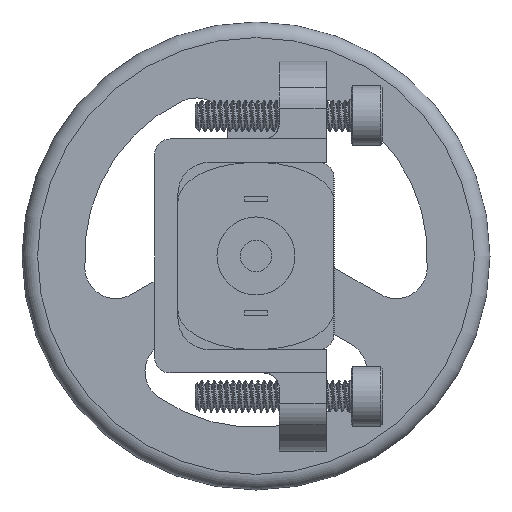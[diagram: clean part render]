
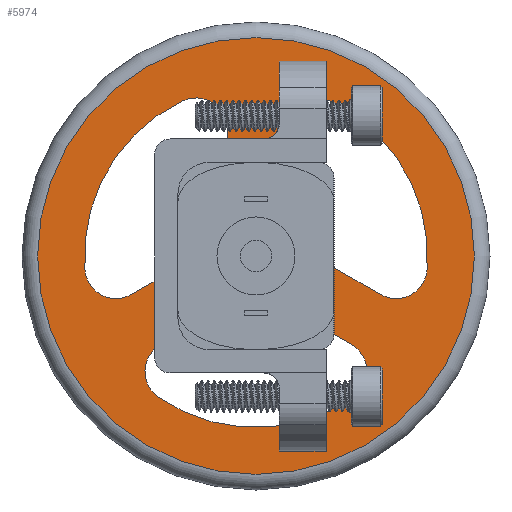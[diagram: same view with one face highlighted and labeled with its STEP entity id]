
A CAD part, left-side view. The second image highlights one B-rep face of the part: STEP entity #5974.
In plain terms, the highlighted face is planar.
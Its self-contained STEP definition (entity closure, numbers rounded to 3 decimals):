
#316=FACE_BOUND('',#1038,.T.);
#317=FACE_BOUND('',#1039,.T.);
#318=FACE_BOUND('',#1040,.T.);
#319=FACE_BOUND('',#1041,.T.);
#435=PLANE('',#6550);
#656=FACE_OUTER_BOUND('',#1037,.T.);
#1037=EDGE_LOOP('',(#4455));
#1038=EDGE_LOOP('',(#4456,#4457));
#1039=EDGE_LOOP('',(#4458,#4459,#4460,#4461,#4462,#4463,#4464,#4465));
#1040=EDGE_LOOP('',(#4466,#4467,#4468,#4469,#4470,#4471,#4472,#4473));
#1041=EDGE_LOOP('',(#4474,#4475,#4476,#4477,#4478,#4479,#4480,#4481));
#1436=LINE('',#9222,#1901);
#1437=LINE('',#9229,#1902);
#1438=LINE('',#9237,#1903);
#1439=LINE('',#9245,#1904);
#1440=LINE('',#9253,#1905);
#1441=LINE('',#9261,#1906);
#1442=LINE('',#9269,#1907);
#1901=VECTOR('',#7621,10.);
#1902=VECTOR('',#7626,10.);
#1903=VECTOR('',#7633,10.);
#1904=VECTOR('',#7640,10.);
#1905=VECTOR('',#7647,10.);
#1906=VECTOR('',#7654,10.);
#1907=VECTOR('',#7661,10.);
#2302=CIRCLE('',#6548,14.);
#2304=CIRCLE('',#6551,1.65);
#2305=CIRCLE('',#6552,4.5);
#2306=CIRCLE('',#6553,1.5);
#2307=CIRCLE('',#6554,2.);
#2308=CIRCLE('',#6555,11.);
#2309=CIRCLE('',#6556,2.);
#2310=CIRCLE('',#6557,1.5);
#2311=CIRCLE('',#6558,4.5);
#2312=CIRCLE('',#6559,1.5);
#2313=CIRCLE('',#6560,2.);
#2314=CIRCLE('',#6561,11.);
#2315=CIRCLE('',#6562,2.);
#2316=CIRCLE('',#6563,1.5);
#2317=CIRCLE('',#6564,4.5);
#2318=CIRCLE('',#6565,1.5);
#2319=CIRCLE('',#6566,2.);
#2320=CIRCLE('',#6567,11.);
#2321=CIRCLE('',#6568,2.);
#2322=CIRCLE('',#6569,1.5);
#2615=VERTEX_POINT('',#9215);
#2616=VERTEX_POINT('',#9219);
#2617=VERTEX_POINT('',#9220);
#2618=VERTEX_POINT('',#9223);
#2619=VERTEX_POINT('',#9224);
#2620=VERTEX_POINT('',#9226);
#2621=VERTEX_POINT('',#9228);
#2622=VERTEX_POINT('',#9230);
#2623=VERTEX_POINT('',#9232);
#2624=VERTEX_POINT('',#9234);
#2625=VERTEX_POINT('',#9236);
#2626=VERTEX_POINT('',#9239);
#2627=VERTEX_POINT('',#9240);
#2628=VERTEX_POINT('',#9242);
#2629=VERTEX_POINT('',#9244);
#2630=VERTEX_POINT('',#9246);
#2631=VERTEX_POINT('',#9248);
#2632=VERTEX_POINT('',#9250);
#2633=VERTEX_POINT('',#9252);
#2634=VERTEX_POINT('',#9255);
#2635=VERTEX_POINT('',#9256);
#2636=VERTEX_POINT('',#9258);
#2637=VERTEX_POINT('',#9260);
#2638=VERTEX_POINT('',#9262);
#2639=VERTEX_POINT('',#9264);
#2640=VERTEX_POINT('',#9266);
#2641=VERTEX_POINT('',#9268);
#3284=EDGE_CURVE('',#2615,#2615,#2302,.T.);
#3286=EDGE_CURVE('',#2616,#2617,#2304,.T.);
#3287=EDGE_CURVE('',#2617,#2616,#1436,.T.);
#3288=EDGE_CURVE('',#2618,#2619,#2305,.T.);
#3289=EDGE_CURVE('',#2620,#2619,#2306,.T.);
#3290=EDGE_CURVE('',#2620,#2621,#1437,.T.);
#3291=EDGE_CURVE('',#2622,#2621,#2307,.T.);
#3292=EDGE_CURVE('',#2622,#2623,#2308,.T.);
#3293=EDGE_CURVE('',#2624,#2623,#2309,.T.);
#3294=EDGE_CURVE('',#2624,#2625,#1438,.T.);
#3295=EDGE_CURVE('',#2618,#2625,#2310,.T.);
#3296=EDGE_CURVE('',#2626,#2627,#2311,.T.);
#3297=EDGE_CURVE('',#2628,#2627,#2312,.T.);
#3298=EDGE_CURVE('',#2628,#2629,#1439,.T.);
#3299=EDGE_CURVE('',#2630,#2629,#2313,.T.);
#3300=EDGE_CURVE('',#2630,#2631,#2314,.T.);
#3301=EDGE_CURVE('',#2632,#2631,#2315,.T.);
#3302=EDGE_CURVE('',#2632,#2633,#1440,.T.);
#3303=EDGE_CURVE('',#2626,#2633,#2316,.T.);
#3304=EDGE_CURVE('',#2634,#2635,#2317,.T.);
#3305=EDGE_CURVE('',#2636,#2635,#2318,.T.);
#3306=EDGE_CURVE('',#2636,#2637,#1441,.T.);
#3307=EDGE_CURVE('',#2638,#2637,#2319,.T.);
#3308=EDGE_CURVE('',#2638,#2639,#2320,.T.);
#3309=EDGE_CURVE('',#2640,#2639,#2321,.T.);
#3310=EDGE_CURVE('',#2640,#2641,#1442,.T.);
#3311=EDGE_CURVE('',#2634,#2641,#2322,.T.);
#4455=ORIENTED_EDGE('',*,*,#3284,.F.);
#4456=ORIENTED_EDGE('',*,*,#3286,.T.);
#4457=ORIENTED_EDGE('',*,*,#3287,.T.);
#4458=ORIENTED_EDGE('',*,*,#3288,.T.);
#4459=ORIENTED_EDGE('',*,*,#3289,.F.);
#4460=ORIENTED_EDGE('',*,*,#3290,.T.);
#4461=ORIENTED_EDGE('',*,*,#3291,.F.);
#4462=ORIENTED_EDGE('',*,*,#3292,.T.);
#4463=ORIENTED_EDGE('',*,*,#3293,.F.);
#4464=ORIENTED_EDGE('',*,*,#3294,.T.);
#4465=ORIENTED_EDGE('',*,*,#3295,.F.);
#4466=ORIENTED_EDGE('',*,*,#3296,.T.);
#4467=ORIENTED_EDGE('',*,*,#3297,.F.);
#4468=ORIENTED_EDGE('',*,*,#3298,.T.);
#4469=ORIENTED_EDGE('',*,*,#3299,.F.);
#4470=ORIENTED_EDGE('',*,*,#3300,.T.);
#4471=ORIENTED_EDGE('',*,*,#3301,.F.);
#4472=ORIENTED_EDGE('',*,*,#3302,.T.);
#4473=ORIENTED_EDGE('',*,*,#3303,.F.);
#4474=ORIENTED_EDGE('',*,*,#3304,.T.);
#4475=ORIENTED_EDGE('',*,*,#3305,.F.);
#4476=ORIENTED_EDGE('',*,*,#3306,.T.);
#4477=ORIENTED_EDGE('',*,*,#3307,.F.);
#4478=ORIENTED_EDGE('',*,*,#3308,.T.);
#4479=ORIENTED_EDGE('',*,*,#3309,.F.);
#4480=ORIENTED_EDGE('',*,*,#3310,.T.);
#4481=ORIENTED_EDGE('',*,*,#3311,.F.);
#5974=ADVANCED_FACE('',(#656,#316,#317,#318,#319),#435,.T.);
#6548=AXIS2_PLACEMENT_3D('',#9216,#7613,#7614);
#6550=AXIS2_PLACEMENT_3D('',#9218,#7617,#7618);
#6551=AXIS2_PLACEMENT_3D('',#9221,#7619,#7620);
#6552=AXIS2_PLACEMENT_3D('',#9225,#7622,#7623);
#6553=AXIS2_PLACEMENT_3D('',#9227,#7624,#7625);
#6554=AXIS2_PLACEMENT_3D('',#9231,#7627,#7628);
#6555=AXIS2_PLACEMENT_3D('',#9233,#7629,#7630);
#6556=AXIS2_PLACEMENT_3D('',#9235,#7631,#7632);
#6557=AXIS2_PLACEMENT_3D('',#9238,#7634,#7635);
#6558=AXIS2_PLACEMENT_3D('',#9241,#7636,#7637);
#6559=AXIS2_PLACEMENT_3D('',#9243,#7638,#7639);
#6560=AXIS2_PLACEMENT_3D('',#9247,#7641,#7642);
#6561=AXIS2_PLACEMENT_3D('',#9249,#7643,#7644);
#6562=AXIS2_PLACEMENT_3D('',#9251,#7645,#7646);
#6563=AXIS2_PLACEMENT_3D('',#9254,#7648,#7649);
#6564=AXIS2_PLACEMENT_3D('',#9257,#7650,#7651);
#6565=AXIS2_PLACEMENT_3D('',#9259,#7652,#7653);
#6566=AXIS2_PLACEMENT_3D('',#9263,#7655,#7656);
#6567=AXIS2_PLACEMENT_3D('',#9265,#7657,#7658);
#6568=AXIS2_PLACEMENT_3D('',#9267,#7659,#7660);
#6569=AXIS2_PLACEMENT_3D('',#9270,#7662,#7663);
#7613=DIRECTION('center_axis',(0.,0.,-1.));
#7614=DIRECTION('ref_axis',(1.,0.,0.));
#7617=DIRECTION('center_axis',(0.,0.,1.));
#7618=DIRECTION('ref_axis',(1.,0.,0.));
#7619=DIRECTION('center_axis',(0.,0.,-1.));
#7620=DIRECTION('ref_axis',(-0.64,0.769,0.));
#7621=DIRECTION('',(1.,0.,0.));
#7622=DIRECTION('center_axis',(0.,0.,1.));
#7623=DIRECTION('ref_axis',(-0.412,0.911,0.));
#7624=DIRECTION('center_axis',(0.,0.,1.));
#7625=DIRECTION('ref_axis',(0.848,-0.53,0.));
#7626=DIRECTION('',(-0.866,-0.5,0.));
#7627=DIRECTION('center_axis',(0.,0.,1.));
#7628=DIRECTION('ref_axis',(-0.464,-0.886,0.));
#7629=DIRECTION('center_axis',(0.,0.,-1.));
#7630=DIRECTION('ref_axis',(-0.168,0.986,0.));
#7631=DIRECTION('center_axis',(0.,0.,1.));
#7632=DIRECTION('ref_axis',(0.535,0.845,0.));
#7633=DIRECTION('',(0.,-1.,0.));
#7634=DIRECTION('center_axis',(0.,0.,1.));
#7635=DIRECTION('ref_axis',(0.883,-0.47,0.));
#7636=DIRECTION('center_axis',(0.,0.,1.));
#7637=DIRECTION('ref_axis',(-0.583,-0.812,0.));
#7638=DIRECTION('center_axis',(0.,0.,1.));
#7639=DIRECTION('ref_axis',(0.035,0.999,0.));
#7640=DIRECTION('',(0.866,-0.5,0.));
#7641=DIRECTION('center_axis',(0.,0.,1.));
#7642=DIRECTION('ref_axis',(0.999,0.041,0.));
#7643=DIRECTION('center_axis',(0.,0.,-1.));
#7644=DIRECTION('ref_axis',(-0.769,-0.639,0.));
#7645=DIRECTION('center_axis',(0.,0.,1.));
#7646=DIRECTION('ref_axis',(-0.999,0.041,0.));
#7647=DIRECTION('',(0.866,0.5,0.));
#7648=DIRECTION('center_axis',(0.,0.,1.));
#7649=DIRECTION('ref_axis',(-0.035,0.999,0.));
#7650=DIRECTION('center_axis',(0.,0.,1.));
#7651=DIRECTION('ref_axis',(0.995,-0.099,0.));
#7652=DIRECTION('center_axis',(0.,0.,1.));
#7653=DIRECTION('ref_axis',(-0.883,-0.47,0.));
#7654=DIRECTION('',(0.,1.,0.));
#7655=DIRECTION('center_axis',(0.,0.,1.));
#7656=DIRECTION('ref_axis',(-0.535,0.845,0.));
#7657=DIRECTION('center_axis',(0.,0.,-1.));
#7658=DIRECTION('ref_axis',(0.938,-0.347,0.));
#7659=DIRECTION('center_axis',(0.,0.,1.));
#7660=DIRECTION('ref_axis',(0.464,-0.886,0.));
#7661=DIRECTION('',(-0.866,0.5,0.));
#7662=DIRECTION('center_axis',(0.,0.,1.));
#7663=DIRECTION('ref_axis',(-0.848,-0.53,0.));
#9215=CARTESIAN_POINT('',(-14.,0.,3.25));
#9216=CARTESIAN_POINT('Origin',(0.,0.,3.25));
#9218=CARTESIAN_POINT('Origin',(0.,0.,3.25));
#9219=CARTESIAN_POINT('',(1.056,1.268,3.25));
#9220=CARTESIAN_POINT('',(-1.056,1.268,3.25));
#9221=CARTESIAN_POINT('Origin',(0.,0.,3.25));
#9222=CARTESIAN_POINT('',(-1.056,1.268,3.25));
#9223=CARTESIAN_POINT('',(-2.515,3.732,3.25));
#9224=CARTESIAN_POINT('',(-4.489,0.312,3.25));
#9225=CARTESIAN_POINT('Origin',(0.,0.,3.25));
#9226=CARTESIAN_POINT('',(-5.236,-0.883,3.25));
#9227=CARTESIAN_POINT('Origin',(-5.986,0.416,3.25));
#9228=CARTESIAN_POINT('',(-7.97,-2.462,3.25));
#9229=CARTESIAN_POINT('',(-2.702,0.579,3.25));
#9230=CARTESIAN_POINT('',(-10.964,-0.892,3.25));
#9231=CARTESIAN_POINT('Origin',(-8.97,-0.73,3.25));
#9232=CARTESIAN_POINT('',(-4.709,9.941,3.25));
#9233=CARTESIAN_POINT('Origin',(0.,0.,3.25));
#9234=CARTESIAN_POINT('',(-1.853,8.134,3.25));
#9235=CARTESIAN_POINT('Origin',(-3.853,8.134,3.25));
#9236=CARTESIAN_POINT('',(-1.853,4.976,3.25));
#9237=CARTESIAN_POINT('',(-1.853,5.421,3.25));
#9238=CARTESIAN_POINT('Origin',(-3.353,4.976,3.25));
#9239=CARTESIAN_POINT('',(-1.975,-4.044,3.25));
#9240=CARTESIAN_POINT('',(1.975,-4.044,3.25));
#9241=CARTESIAN_POINT('Origin',(0.,0.,3.25));
#9242=CARTESIAN_POINT('',(3.383,-4.093,3.25));
#9243=CARTESIAN_POINT('Origin',(2.633,-5.392,3.25));
#9244=CARTESIAN_POINT('',(6.117,-5.671,3.25));
#9245=CARTESIAN_POINT('',(0.849,-2.63,3.25));
#9246=CARTESIAN_POINT('',(6.255,-9.049,3.25));
#9247=CARTESIAN_POINT('Origin',(5.117,-7.403,3.25));
#9248=CARTESIAN_POINT('',(-6.255,-9.049,3.25));
#9249=CARTESIAN_POINT('Origin',(0.,0.,3.25));
#9250=CARTESIAN_POINT('',(-6.117,-5.671,3.25));
#9251=CARTESIAN_POINT('Origin',(-5.117,-7.403,3.25));
#9252=CARTESIAN_POINT('',(-3.383,-4.093,3.25));
#9253=CARTESIAN_POINT('',(-3.769,-4.315,3.25));
#9254=CARTESIAN_POINT('Origin',(-2.633,-5.392,3.25));
#9255=CARTESIAN_POINT('',(4.489,0.312,3.25));
#9256=CARTESIAN_POINT('',(2.515,3.732,3.25));
#9257=CARTESIAN_POINT('Origin',(0.,0.,3.25));
#9258=CARTESIAN_POINT('',(1.853,4.976,3.25));
#9259=CARTESIAN_POINT('Origin',(3.353,4.976,3.25));
#9260=CARTESIAN_POINT('',(1.853,8.134,3.25));
#9261=CARTESIAN_POINT('',(1.853,2.05,3.25));
#9262=CARTESIAN_POINT('',(4.709,9.941,3.25));
#9263=CARTESIAN_POINT('Origin',(3.853,8.134,3.25));
#9264=CARTESIAN_POINT('',(10.964,-0.892,3.25));
#9265=CARTESIAN_POINT('Origin',(0.,0.,3.25));
#9266=CARTESIAN_POINT('',(7.97,-2.462,3.25));
#9267=CARTESIAN_POINT('Origin',(8.97,-0.73,3.25));
#9268=CARTESIAN_POINT('',(5.236,-0.883,3.25));
#9269=CARTESIAN_POINT('',(5.622,-1.106,3.25));
#9270=CARTESIAN_POINT('Origin',(5.986,0.416,3.25));
